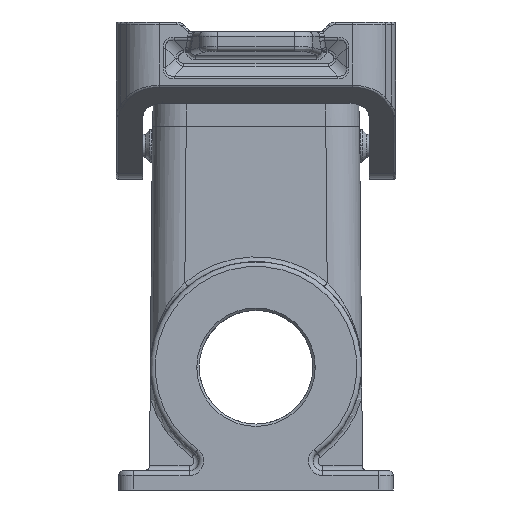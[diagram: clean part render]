
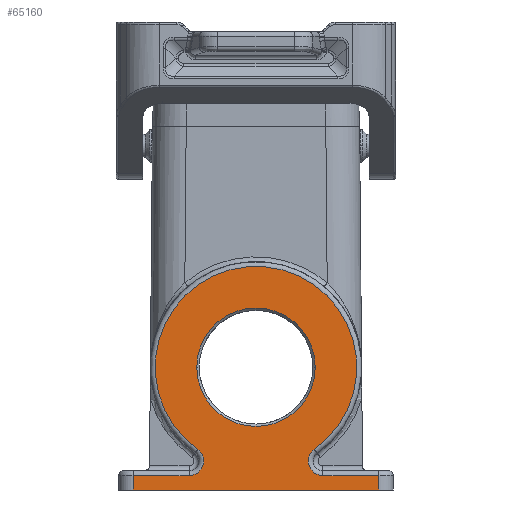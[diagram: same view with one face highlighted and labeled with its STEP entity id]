
A CAD part, left-side view. The second image highlights one B-rep face of the part: STEP entity #65160.
In plain terms, the highlighted face is planar.
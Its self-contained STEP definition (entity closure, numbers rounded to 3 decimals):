
#36010=CARTESIAN_POINT('',(132.319,54.085,2.)
);
#36020=VERTEX_POINT('',#36010);
#36070=CARTESIAN_POINT('',(132.319,54.085,5.)
);
#36080=DIRECTION('',(-1.,0.,0.));
#36090=DIRECTION('',(0.,1.,0.));
#36100=AXIS2_PLACEMENT_3D('',#36070,#36080,#36090);
#36110=CIRCLE('',#36100,3.);
#36120=CARTESIAN_POINT('',(132.319,52.346,7.444)
);
#36130=VERTEX_POINT('',#36120);
#36140=EDGE_CURVE('',#36020,#36130,#36110,.T.);
#49320=CARTESIAN_POINT('',(132.319,14.705,-1.));
#49330=VERTEX_POINT('',#49320);
#49360=CARTESIAN_POINT('',(132.319,0.,-1.));
#49370=DIRECTION('',(0.,-1.,0.));
#49380=VECTOR('',#49370,1.);
#49390=LINE('',#49360,#49380);
#49400=CARTESIAN_POINT('',(132.319,65.705,-1.));
#49410=VERTEX_POINT('',#49400);
#49420=EDGE_CURVE('',#49410,#49330,#49390,.T.);
#64460=CARTESIAN_POINT('',(132.319,68.705,0.));
#64470=DIRECTION('',(-1.,-0.,0.));
#64480=DIRECTION('',(0.,-1.,0.));
#64490=AXIS2_PLACEMENT_3D('',#64460,#64470,#64480);
#64500=PLANE('',#64490);
#64510=CARTESIAN_POINT('',(132.319,40.205,24.5));
#64520=DIRECTION('',(1.,0.,0.));
#64530=DIRECTION('',(0.,-1.,0.));
#64540=AXIS2_PLACEMENT_3D('',#64510,#64520,#64530);
#64550=CIRCLE('',#64540,12.3);
#64560=CARTESIAN_POINT('',(132.319,52.505,24.5));
#64570=VERTEX_POINT('',#64560);
#64580=CARTESIAN_POINT('',(132.319,27.905,24.5));
#64590=VERTEX_POINT('',#64580);
#64600=EDGE_CURVE('',#64570,#64590,#64550,.T.);
#64610=ORIENTED_EDGE('',*,*,#64600,.F.);
#64620=EDGE_CURVE('',#64590,#64570,#64550,.T.);
#64630=ORIENTED_EDGE('',*,*,#64620,.F.);
#64640=EDGE_LOOP('',(#64630,#64610));
#64650=FACE_BOUND('',#64640,.T.);
#64660=CARTESIAN_POINT('',(132.319,26.325,5.)
);
#64670=DIRECTION('',(-1.,0.,0.));
#64680=DIRECTION('',(0.,1.,0.));
#64690=AXIS2_PLACEMENT_3D('',#64660,#64670,#64680);
#64700=CIRCLE('',#64690,3.);
#64710=CARTESIAN_POINT('',(132.319,28.065,7.444)
);
#64720=VERTEX_POINT('',#64710);
#64730=CARTESIAN_POINT('',(132.319,26.325,2.)
);
#64740=VERTEX_POINT('',#64730);
#64750=EDGE_CURVE('',#64720,#64740,#64700,.T.);
#64760=ORIENTED_EDGE('',*,*,#64750,.T.);
#64770=CARTESIAN_POINT('',(132.319,40.205,24.5));
#64780=DIRECTION('',(-1.,0.,0.));
#64790=DIRECTION('',(0.,1.,0.));
#64800=AXIS2_PLACEMENT_3D('',#64770,#64780,#64790);
#64810=CIRCLE('',#64800,20.936);
#64820=EDGE_CURVE('',#64720,#36130,#64810,.T.);
#64830=ORIENTED_EDGE('',*,*,#64820,.F.);
#64840=ORIENTED_EDGE('',*,*,#36140,.T.);
#64850=CARTESIAN_POINT('',(132.319,0.,2.));
#64860=DIRECTION('',(0.,1.,0.));
#64870=VECTOR('',#64860,1.);
#64880=LINE('',#64850,#64870);
#64890=CARTESIAN_POINT('',(132.319,65.705,2.));
#64900=VERTEX_POINT('',#64890);
#64910=EDGE_CURVE('',#36020,#64900,#64880,.T.);
#64920=ORIENTED_EDGE('',*,*,#64910,.F.);
#64930=CARTESIAN_POINT('',(132.319,65.705,0.));
#64940=DIRECTION('',(0.,0.,-1.));
#64950=VECTOR('',#64940,1.);
#64960=LINE('',#64930,#64950);
#64970=EDGE_CURVE('',#64900,#49410,#64960,.T.);
#64980=ORIENTED_EDGE('',*,*,#64970,.F.);
#64990=ORIENTED_EDGE('',*,*,#49420,.F.);
#65000=CARTESIAN_POINT('',(132.319,14.705,0.));
#65010=DIRECTION('',(0.,0.,-1.));
#65020=VECTOR('',#65010,1.);
#65030=LINE('',#65000,#65020);
#65040=CARTESIAN_POINT('',(132.319,14.705,2.));
#65050=VERTEX_POINT('',#65040);
#65060=EDGE_CURVE('',#65050,#49330,#65030,.T.);
#65070=ORIENTED_EDGE('',*,*,#65060,.T.);
#65080=CARTESIAN_POINT('',(132.319,0.,2.));
#65090=DIRECTION('',(0.,1.,0.));
#65100=VECTOR('',#65090,1.);
#65110=LINE('',#65080,#65100);
#65120=EDGE_CURVE('',#65050,#64740,#65110,.T.);
#65130=ORIENTED_EDGE('',*,*,#65120,.F.);
#65140=EDGE_LOOP('',(#65130,#65070,#64990,#64980,#64920,#64840,#64830,
#64760));
#65150=FACE_OUTER_BOUND('',#65140,.T.);
#65160=ADVANCED_FACE('',(#64650,#65150),#64500,.F.);
